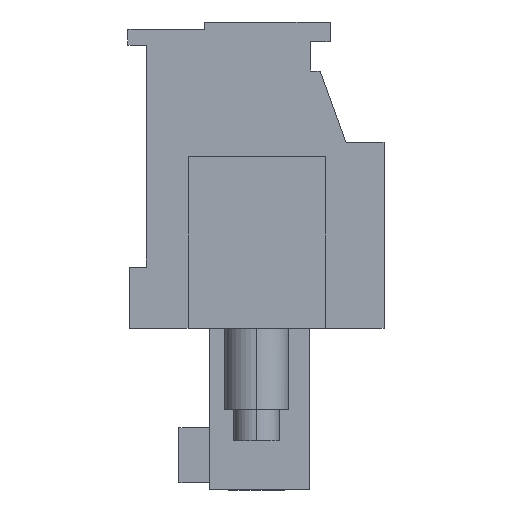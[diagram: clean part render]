
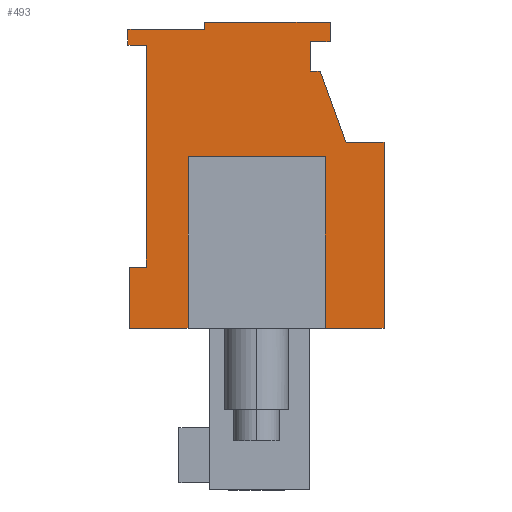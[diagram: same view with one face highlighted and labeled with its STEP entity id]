
A CAD part, left-side view. The second image highlights one B-rep face of the part: STEP entity #493.
In plain terms, the highlighted planar face has unit normal (-1, 0, 0).
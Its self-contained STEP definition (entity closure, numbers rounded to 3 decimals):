
#345=AXIS2_PLACEMENT_3D('Plane Axis2P3D',#342,#343,#344) ;
#42=CARTESIAN_POINT('Vertex',(4.8,3.,18.3)) ;
#45=CARTESIAN_POINT('Line Origine',(4.8,3.,17.7)) ;
#49=CARTESIAN_POINT('Vertex',(4.8,3.,17.1)) ;
#76=CARTESIAN_POINT('Line Origine',(4.8,2.6,18.3)) ;
#80=CARTESIAN_POINT('Vertex',(4.8,2.2,18.3)) ;
#342=CARTESIAN_POINT('Axis2P3D Location',(4.8,5.2,6.6)) ;
#347=CARTESIAN_POINT('Line Origine',(4.8,1.2,6.6)) ;
#351=CARTESIAN_POINT('Vertex',(4.8,0.,6.6)) ;
#353=CARTESIAN_POINT('Vertex',(4.8,2.4,6.6)) ;
#356=CARTESIAN_POINT('Line Origine',(4.8,0.,10.4)) ;
#360=CARTESIAN_POINT('Vertex',(4.8,0.,14.2)) ;
#363=CARTESIAN_POINT('Line Origine',(4.8,0.775,14.2)) ;
#367=CARTESIAN_POINT('Vertex',(4.8,1.55,14.2)) ;
#370=CARTESIAN_POINT('Line Origine',(4.8,2.078,15.65)) ;
#374=CARTESIAN_POINT('Vertex',(4.8,2.606,17.1)) ;
#377=CARTESIAN_POINT('Line Origine',(4.8,2.803,17.1)) ;
#382=CARTESIAN_POINT('Line Origine',(4.8,2.2,18.7)) ;
#386=CARTESIAN_POINT('Vertex',(4.8,2.2,19.1)) ;
#389=CARTESIAN_POINT('Line Origine',(4.8,4.76,19.1)) ;
#393=CARTESIAN_POINT('Vertex',(4.8,7.32,19.1)) ;
#396=CARTESIAN_POINT('Line Origine',(4.8,7.32,18.95)) ;
#400=CARTESIAN_POINT('Vertex',(4.8,7.32,18.8)) ;
#403=CARTESIAN_POINT('Line Origine',(4.8,8.885,18.8)) ;
#407=CARTESIAN_POINT('Vertex',(4.8,10.45,18.8)) ;
#410=CARTESIAN_POINT('Line Origine',(4.8,10.45,18.475)) ;
#414=CARTESIAN_POINT('Vertex',(4.8,10.45,18.15)) ;
#417=CARTESIAN_POINT('Line Origine',(4.8,10.075,18.15)) ;
#421=CARTESIAN_POINT('Vertex',(4.8,9.7,18.15)) ;
#424=CARTESIAN_POINT('Line Origine',(4.8,9.7,13.625)) ;
#428=CARTESIAN_POINT('Vertex',(4.8,9.7,9.1)) ;
#431=CARTESIAN_POINT('Line Origine',(4.8,10.05,9.1)) ;
#435=CARTESIAN_POINT('Vertex',(4.8,10.4,9.1)) ;
#438=CARTESIAN_POINT('Line Origine',(4.8,10.4,7.85)) ;
#442=CARTESIAN_POINT('Vertex',(4.8,10.4,6.6)) ;
#445=CARTESIAN_POINT('Line Origine',(4.8,9.2,6.6)) ;
#449=CARTESIAN_POINT('Vertex',(4.8,8.,6.6)) ;
#452=CARTESIAN_POINT('Line Origine',(4.8,8.,10.1)) ;
#456=CARTESIAN_POINT('Vertex',(4.8,8.,13.6)) ;
#459=CARTESIAN_POINT('Line Origine',(4.8,5.2,13.6)) ;
#463=CARTESIAN_POINT('Vertex',(4.8,2.4,13.6)) ;
#466=CARTESIAN_POINT('Line Origine',(4.8,2.4,10.1)) ;
#46=DIRECTION('Vector Direction',(0.,0.,1.)) ;
#77=DIRECTION('Vector Direction',(0.,1.,0.)) ;
#343=DIRECTION('Axis2P3D Direction',(-1.,0.,0.)) ;
#344=DIRECTION('Axis2P3D XDirection',(0.,-1.,0.)) ;
#348=DIRECTION('Vector Direction',(0.,1.,0.)) ;
#357=DIRECTION('Vector Direction',(0.,0.,-1.)) ;
#364=DIRECTION('Vector Direction',(0.,1.,0.)) ;
#371=DIRECTION('Vector Direction',(0.,0.342,0.94)) ;
#378=DIRECTION('Vector Direction',(0.,1.,0.)) ;
#383=DIRECTION('Vector Direction',(0.,0.,1.)) ;
#390=DIRECTION('Vector Direction',(0.,1.,0.)) ;
#397=DIRECTION('Vector Direction',(0.,0.,1.)) ;
#404=DIRECTION('Vector Direction',(0.,1.,0.)) ;
#411=DIRECTION('Vector Direction',(0.,0.,-1.)) ;
#418=DIRECTION('Vector Direction',(0.,-1.,0.)) ;
#425=DIRECTION('Vector Direction',(0.,0.,-1.)) ;
#432=DIRECTION('Vector Direction',(0.,-1.,0.)) ;
#439=DIRECTION('Vector Direction',(0.,0.,1.)) ;
#446=DIRECTION('Vector Direction',(0.,1.,0.)) ;
#453=DIRECTION('Vector Direction',(0.,0.,-1.)) ;
#460=DIRECTION('Vector Direction',(0.,-1.,0.)) ;
#467=DIRECTION('Vector Direction',(0.,0.,-1.)) ;
#47=VECTOR('Line Direction',#46,1.) ;
#78=VECTOR('Line Direction',#77,1.) ;
#349=VECTOR('Line Direction',#348,1.) ;
#358=VECTOR('Line Direction',#357,1.) ;
#365=VECTOR('Line Direction',#364,1.) ;
#372=VECTOR('Line Direction',#371,1.) ;
#379=VECTOR('Line Direction',#378,1.) ;
#384=VECTOR('Line Direction',#383,1.) ;
#391=VECTOR('Line Direction',#390,1.) ;
#398=VECTOR('Line Direction',#397,1.) ;
#405=VECTOR('Line Direction',#404,1.) ;
#412=VECTOR('Line Direction',#411,1.) ;
#419=VECTOR('Line Direction',#418,1.) ;
#426=VECTOR('Line Direction',#425,1.) ;
#433=VECTOR('Line Direction',#432,1.) ;
#440=VECTOR('Line Direction',#439,1.) ;
#447=VECTOR('Line Direction',#446,1.) ;
#454=VECTOR('Line Direction',#453,1.) ;
#461=VECTOR('Line Direction',#460,1.) ;
#468=VECTOR('Line Direction',#467,1.) ;
#472=ORIENTED_EDGE('',*,*,#355,.F.) ;
#473=ORIENTED_EDGE('',*,*,#362,.F.) ;
#474=ORIENTED_EDGE('',*,*,#369,.T.) ;
#475=ORIENTED_EDGE('',*,*,#376,.T.) ;
#476=ORIENTED_EDGE('',*,*,#381,.T.) ;
#477=ORIENTED_EDGE('',*,*,#51,.T.) ;
#478=ORIENTED_EDGE('',*,*,#82,.F.) ;
#479=ORIENTED_EDGE('',*,*,#388,.T.) ;
#480=ORIENTED_EDGE('',*,*,#395,.T.) ;
#481=ORIENTED_EDGE('',*,*,#402,.F.) ;
#482=ORIENTED_EDGE('',*,*,#409,.T.) ;
#483=ORIENTED_EDGE('',*,*,#416,.T.) ;
#484=ORIENTED_EDGE('',*,*,#423,.T.) ;
#485=ORIENTED_EDGE('',*,*,#430,.T.) ;
#486=ORIENTED_EDGE('',*,*,#437,.F.) ;
#487=ORIENTED_EDGE('',*,*,#444,.F.) ;
#488=ORIENTED_EDGE('',*,*,#451,.F.) ;
#489=ORIENTED_EDGE('',*,*,#458,.F.) ;
#490=ORIENTED_EDGE('',*,*,#465,.T.) ;
#491=ORIENTED_EDGE('',*,*,#470,.T.) ;
#493=ADVANCED_FACE('HOUSING',(#492),#346,.T.) ;
#51=EDGE_CURVE('',#50,#43,#48,.T.) ;
#82=EDGE_CURVE('',#81,#43,#79,.T.) ;
#355=EDGE_CURVE('',#352,#354,#350,.T.) ;
#362=EDGE_CURVE('',#361,#352,#359,.T.) ;
#369=EDGE_CURVE('',#361,#368,#366,.T.) ;
#376=EDGE_CURVE('',#368,#375,#373,.T.) ;
#381=EDGE_CURVE('',#375,#50,#380,.T.) ;
#388=EDGE_CURVE('',#81,#387,#385,.T.) ;
#395=EDGE_CURVE('',#387,#394,#392,.T.) ;
#402=EDGE_CURVE('',#401,#394,#399,.T.) ;
#409=EDGE_CURVE('',#401,#408,#406,.T.) ;
#416=EDGE_CURVE('',#408,#415,#413,.T.) ;
#423=EDGE_CURVE('',#415,#422,#420,.T.) ;
#430=EDGE_CURVE('',#422,#429,#427,.T.) ;
#437=EDGE_CURVE('',#436,#429,#434,.T.) ;
#444=EDGE_CURVE('',#443,#436,#441,.T.) ;
#451=EDGE_CURVE('',#450,#443,#448,.T.) ;
#458=EDGE_CURVE('',#457,#450,#455,.T.) ;
#465=EDGE_CURVE('',#457,#464,#462,.T.) ;
#470=EDGE_CURVE('',#464,#354,#469,.T.) ;
#471=EDGE_LOOP('',(#472,#473,#474,#475,#476,#477,#478,#479,#480,#481,#482,#483,#484,#485,#486,#487,#488,#489,#490,#491)) ;
#492=FACE_OUTER_BOUND('',#471,.T.) ;
#48=LINE('Line',#45,#47) ;
#79=LINE('Line',#76,#78) ;
#350=LINE('Line',#347,#349) ;
#359=LINE('Line',#356,#358) ;
#366=LINE('Line',#363,#365) ;
#373=LINE('Line',#370,#372) ;
#380=LINE('Line',#377,#379) ;
#385=LINE('Line',#382,#384) ;
#392=LINE('Line',#389,#391) ;
#399=LINE('Line',#396,#398) ;
#406=LINE('Line',#403,#405) ;
#413=LINE('Line',#410,#412) ;
#420=LINE('Line',#417,#419) ;
#427=LINE('Line',#424,#426) ;
#434=LINE('Line',#431,#433) ;
#441=LINE('Line',#438,#440) ;
#448=LINE('Line',#445,#447) ;
#455=LINE('Line',#452,#454) ;
#462=LINE('Line',#459,#461) ;
#469=LINE('Line',#466,#468) ;
#346=PLANE('',#345) ;
#43=VERTEX_POINT('',#42) ;
#50=VERTEX_POINT('',#49) ;
#81=VERTEX_POINT('',#80) ;
#352=VERTEX_POINT('',#351) ;
#354=VERTEX_POINT('',#353) ;
#361=VERTEX_POINT('',#360) ;
#368=VERTEX_POINT('',#367) ;
#375=VERTEX_POINT('',#374) ;
#387=VERTEX_POINT('',#386) ;
#394=VERTEX_POINT('',#393) ;
#401=VERTEX_POINT('',#400) ;
#408=VERTEX_POINT('',#407) ;
#415=VERTEX_POINT('',#414) ;
#422=VERTEX_POINT('',#421) ;
#429=VERTEX_POINT('',#428) ;
#436=VERTEX_POINT('',#435) ;
#443=VERTEX_POINT('',#442) ;
#450=VERTEX_POINT('',#449) ;
#457=VERTEX_POINT('',#456) ;
#464=VERTEX_POINT('',#463) ;
